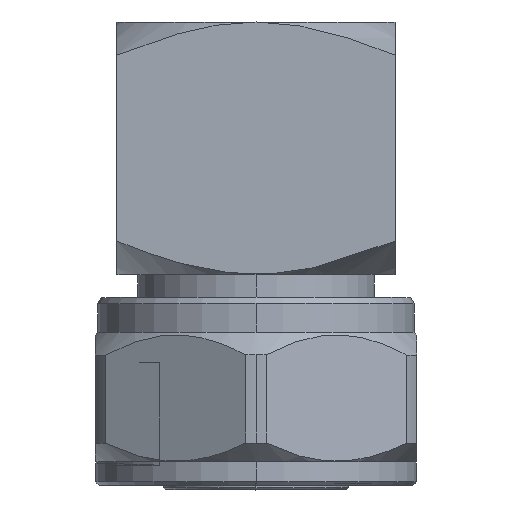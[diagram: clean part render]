
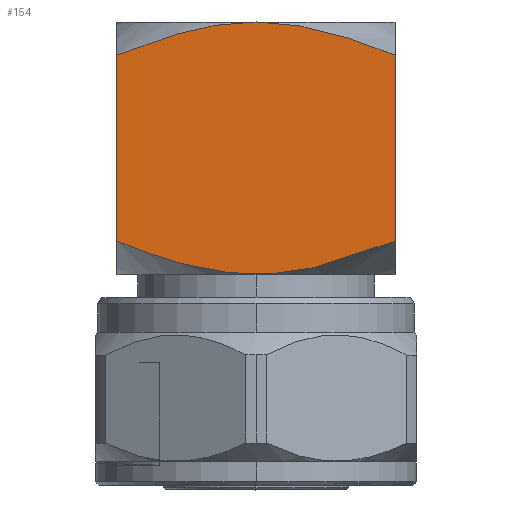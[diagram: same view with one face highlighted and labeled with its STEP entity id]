
A CAD part, top view. The second image highlights one B-rep face of the part: STEP entity #154.
In plain terms, the highlighted face is planar.
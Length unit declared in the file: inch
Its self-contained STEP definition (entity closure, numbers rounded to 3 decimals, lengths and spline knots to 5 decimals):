
#66 = B_SPLINE_CURVE_WITH_KNOTS ( 'NONE', 3,
 ( #9706, #5250, #4284, #10394, #4447, #9653, #2568, #7889, #7835, #5199 ),
 .UNSPECIFIED., .F., .F.,
 ( 4, 2, 2, 2, 4 ),
 ( 0.02007, 0.02255, 0.02503, 0.02751, 0.02999 ),
 .UNSPECIFIED. ) ;
#154 = ADVANCED_FACE ( 'NONE', ( #5765 ), #6788, .F. ) ;
#181 = B_SPLINE_CURVE_WITH_KNOTS ( 'NONE', 3,
 ( #3259, #9113, #3152, #9288, #4929, #9174, #9232, #1283, #9951, #1401, #593, #2136 ),
 .UNSPECIFIED., .F., .F.,
 ( 4, 2, 2, 2, 2, 4 ),
 ( 0.01022, 0.01268, 0.01515, 0.01761, 0.01884, 0.02007 ),
 .UNSPECIFIED. ) ;
#593 = CARTESIAN_POINT ( 'NONE',  ( 1.26614, 0.37513, -0.01616 ) ) ;
#640 = CARTESIAN_POINT ( 'NONE',  ( 0.67595, 0.37513, -0.375 ) ) ;
#693 = CARTESIAN_POINT ( 'NONE',  ( 0.58917, 0.37513, -0.06351 ) ) ;
#750 = CARTESIAN_POINT ( 'NONE',  ( 0.58637, 0.37513, 0.03403 ) ) ;
#1085 = VERTEX_POINT ( 'NONE', #6720 ) ;
#1145 = DIRECTION ( 'NONE',  ( -1., 0., 0. ) ) ;
#1283 = CARTESIAN_POINT ( 'NONE',  ( 1.26133, 0.37513, -0.08098 ) ) ;
#1380 = VECTOR ( 'NONE', #1145, 39.37008 ) ;
#1401 = CARTESIAN_POINT ( 'NONE',  ( 1.26553, 0.37513, -0.03248 ) ) ;
#1588 = DIRECTION ( 'NONE',  ( 0., 0., -1. ) ) ;
#2136 = CARTESIAN_POINT ( 'NONE',  ( 1.26614, 0.37513, 0. ) ) ;
#2179 = DIRECTION ( 'NONE',  ( -1., 0., 0. ) ) ;
#2297 = VERTEX_POINT ( 'NONE', #7811 ) ;
#2302 = CARTESIAN_POINT ( 'NONE',  ( 0.59812, 0.37513, 0.12936 ) ) ;
#2437 = DIRECTION ( 'NONE',  ( 0., -1., 0. ) ) ;
#2566 = CARTESIAN_POINT ( 'NONE',  ( 0.63059, 0.37513, -0.25308 ) ) ;
#2568 = CARTESIAN_POINT ( 'NONE',  ( 1.22175, 0.37513, 0.25337 ) ) ;
#2672 = CARTESIAN_POINT ( 'NONE',  ( 0.62089, 0.37513, -0.2221 ) ) ;
#2908 = CARTESIAN_POINT ( 'NONE',  ( 0.58614, 0.37513, -0.375 ) ) ;
#3029 = EDGE_CURVE ( 'NONE', #6595, #11005, #66, .T. ) ;
#3037 = CARTESIAN_POINT ( 'NONE',  ( 1.26614, 0.37513, 0. ) ) ;
#3152 = CARTESIAN_POINT ( 'NONE',  ( 1.20031, 0.37513, -0.31487 ) ) ;
#3248 = CARTESIAN_POINT ( 'NONE',  ( 0.58891, 0.37513, 0.06603 ) ) ;
#3259 = CARTESIAN_POINT ( 'NONE',  ( 1.17648, 0.37513, -0.375 ) ) ;
#3473 = B_SPLINE_CURVE_WITH_KNOTS ( 'NONE', 3,
 ( #5891, #6647, #7616, #10921, #10118, #11088, #2302, #3248, #750, #8691, #10445, #693, #5196, #7665, #10391, #2672, #2566, #5141, #4168, #3520 ),
 .UNSPECIFIED., .F., .F.,
 ( 4, 2, 2, 2, 2, 2, 2, 2, 2, 4 ),
 ( 0.02477, 0.02722, 0.02967, 0.03211, 0.03456, 0.03579, 0.03701, 0.03946, 0.04191, 0.04436 ),
 .UNSPECIFIED. ) ;
#3520 = CARTESIAN_POINT ( 'NONE',  ( 0.67595, 0.37513, -0.375 ) ) ;
#3996 = LINE ( 'NONE', #8361, #6675 ) ;
#4168 = CARTESIAN_POINT ( 'NONE',  ( 0.66368, 0.37513, -0.34494 ) ) ;
#4284 = CARTESIAN_POINT ( 'NONE',  ( 1.26366, 0.37513, 0.06472 ) ) ;
#4447 = CARTESIAN_POINT ( 'NONE',  ( 1.24785, 0.37513, 0.15984 ) ) ;
#4929 = CARTESIAN_POINT ( 'NONE',  ( 1.23135, 0.37513, -0.22275 ) ) ;
#5136 = AXIS2_PLACEMENT_3D ( 'NONE', #8401, #2437, #1588 ) ;
#5141 = CARTESIAN_POINT ( 'NONE',  ( 0.65202, 0.37513, -0.31459 ) ) ;
#5196 = CARTESIAN_POINT ( 'NONE',  ( 0.59094, 0.37513, -0.07968 ) ) ;
#5199 = CARTESIAN_POINT ( 'NONE',  ( 1.17648, 0.37513, 0.375 ) ) ;
#5218 = ORIENTED_EDGE ( 'NONE', *, *, #3029, .F. ) ;
#5250 = CARTESIAN_POINT ( 'NONE',  ( 1.26614, 0.37513, 0.03256 ) ) ;
#5765 = FACE_OUTER_BOUND ( 'NONE', #6908, .T. ) ;
#5891 = CARTESIAN_POINT ( 'NONE',  ( 0.67595, 0.37513, 0.375 ) ) ;
#6060 = LINE ( 'NONE', #2908, #1380 ) ;
#6148 = VERTEX_POINT ( 'NONE', #640 ) ;
#6288 = EDGE_CURVE ( 'NONE', #2297, #6148, #3473, .T. ) ;
#6595 = VERTEX_POINT ( 'NONE', #3037 ) ;
#6647 = CARTESIAN_POINT ( 'NONE',  ( 0.66377, 0.37513, 0.34516 ) ) ;
#6675 = VECTOR ( 'NONE', #2179, 39.37008 ) ;
#6720 = CARTESIAN_POINT ( 'NONE',  ( 1.17648, 0.37513, -0.375 ) ) ;
#6788 = PLANE ( 'NONE',  #5136 ) ;
#6908 = EDGE_LOOP ( 'NONE', ( #7877, #7792, #5218, #8917, #7563 ) ) ;
#7563 = ORIENTED_EDGE ( 'NONE', *, *, #10897, .T. ) ;
#7616 = CARTESIAN_POINT ( 'NONE',  ( 0.65218, 0.37513, 0.31502 ) ) ;
#7665 = CARTESIAN_POINT ( 'NONE',  ( 0.59782, 0.37513, -0.12784 ) ) ;
#7792 = ORIENTED_EDGE ( 'NONE', *, *, #11159, .F. ) ;
#7811 = CARTESIAN_POINT ( 'NONE',  ( 0.67595, 0.37513, 0.375 ) ) ;
#7835 = CARTESIAN_POINT ( 'NONE',  ( 1.18871, 0.37513, 0.34504 ) ) ;
#7877 = ORIENTED_EDGE ( 'NONE', *, *, #6288, .F. ) ;
#7889 = CARTESIAN_POINT ( 'NONE',  ( 1.20034, 0.37513, 0.31479 ) ) ;
#7894 = CARTESIAN_POINT ( 'NONE',  ( 1.17648, 0.37513, 0.375 ) ) ;
#7960 = EDGE_CURVE ( 'NONE', #1085, #6595, #181, .T. ) ;
#8361 = CARTESIAN_POINT ( 'NONE',  ( 0.58614, 0.37513, 0.375 ) ) ;
#8401 = CARTESIAN_POINT ( 'NONE',  ( 0.58614, 0.37513, 0.375 ) ) ;
#8691 = CARTESIAN_POINT ( 'NONE',  ( 0.58625, 0.37513, -0.01456 ) ) ;
#8917 = ORIENTED_EDGE ( 'NONE', *, *, #7960, .F. ) ;
#9113 = CARTESIAN_POINT ( 'NONE',  ( 1.1887, 0.37513, -0.34507 ) ) ;
#9174 = CARTESIAN_POINT ( 'NONE',  ( 1.24772, 0.37513, -0.16039 ) ) ;
#9232 = CARTESIAN_POINT ( 'NONE',  ( 1.25441, 0.37513, -0.12889 ) ) ;
#9288 = CARTESIAN_POINT ( 'NONE',  ( 1.22167, 0.37513, -0.25362 ) ) ;
#9653 = CARTESIAN_POINT ( 'NONE',  ( 1.23148, 0.37513, 0.2223 ) ) ;
#9706 = CARTESIAN_POINT ( 'NONE',  ( 1.26614, 0.37513, 0. ) ) ;
#9951 = CARTESIAN_POINT ( 'NONE',  ( 1.26312, 0.37513, -0.0649 ) ) ;
#10118 = CARTESIAN_POINT ( 'NONE',  ( 0.62113, 0.37513, 0.2229 ) ) ;
#10391 = CARTESIAN_POINT ( 'NONE',  ( 0.6045, 0.37513, -0.15948 ) ) ;
#10394 = CARTESIAN_POINT ( 'NONE',  ( 1.25451, 0.37513, 0.12835 ) ) ;
#10445 = CARTESIAN_POINT ( 'NONE',  ( 0.58682, 0.37513, -0.03091 ) ) ;
#10897 = EDGE_CURVE ( 'NONE', #1085, #6148, #6060, .T. ) ;
#10921 = CARTESIAN_POINT ( 'NONE',  ( 0.63084, 0.37513, 0.25383 ) ) ;
#11005 = VERTEX_POINT ( 'NONE', #7894 ) ;
#11088 = CARTESIAN_POINT ( 'NONE',  ( 0.60478, 0.37513, 0.1607 ) ) ;
#11159 = EDGE_CURVE ( 'NONE', #11005, #2297, #3996, .T. ) ;
